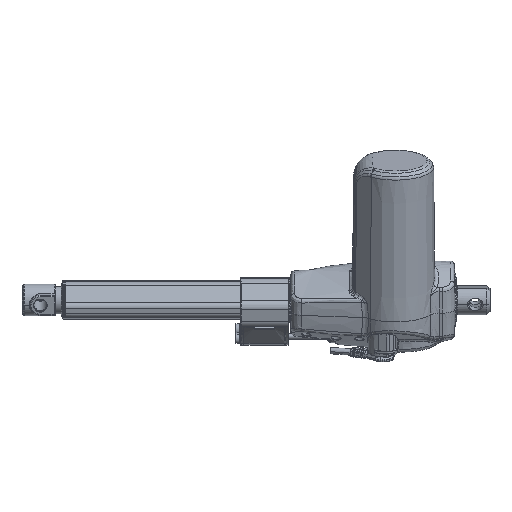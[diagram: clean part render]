
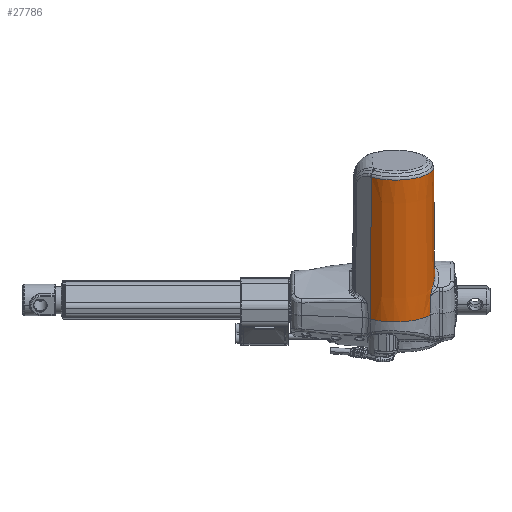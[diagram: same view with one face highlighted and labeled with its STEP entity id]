
A CAD part, front view. The second image highlights one B-rep face of the part: STEP entity #27786.
In plain terms, the highlighted conical face has half-angle 0.5 degrees and reference radius 37 mm.
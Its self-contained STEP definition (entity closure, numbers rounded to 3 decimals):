
#9880 = CARTESIAN_POINT ( 'NONE',  ( 132.912, -47.577, -14.183 ) ) ;
#9884 = CARTESIAN_POINT ( 'NONE',  ( 132.928, -48.498, -11.313 ) ) ;
#9887 = CARTESIAN_POINT ( 'NONE',  ( 132.95, -49.409, -8.439 ) ) ;
#9888 = CARTESIAN_POINT ( 'NONE',  ( 132.997, -51.221, -2.689 ) ) ;
#9889 = CARTESIAN_POINT ( 'NONE',  ( 133.022, -52.124, 0.187 ) ) ;
#9890 = CARTESIAN_POINT ( 'NONE',  ( 133.047, -53.025, 3.063 ) ) ;
#9908 = CARTESIAN_POINT ( 'NONE',  ( 133.224, -53.024, 4.141 ) ) ;
#9909 = CARTESIAN_POINT ( 'NONE',  ( 133.047, -53.025, 3.063 ) ) ;
#9917 = CARTESIAN_POINT ( 'NONE',  ( 100.184, -30.896, -8.307 ) ) ;
#9919 = CARTESIAN_POINT ( 'NONE',  ( 133.402, -53.007, 5.219 ) ) ;
#9920 = CARTESIAN_POINT ( 'NONE',  ( 133.783, -52.876, 7.367 ) ) ;
#9921 = CARTESIAN_POINT ( 'NONE',  ( 133.985, -52.762, 8.435 ) ) ;
#9922 = CARTESIAN_POINT ( 'NONE',  ( 134.317, -52.456, 9.999 ) ) ;
#9923 = CARTESIAN_POINT ( 'NONE',  ( 134.432, -52.331, 10.514 ) ) ;
#9924 = CARTESIAN_POINT ( 'NONE',  ( 134.613, -52.1, 11.277 ) ) ;
#9925 = CARTESIAN_POINT ( 'NONE',  ( 134.675, -52.016, 11.529 ) ) ;
#9926 = CARTESIAN_POINT ( 'NONE',  ( 134.801, -51.83, 12.029 ) ) ;
#9927 = CARTESIAN_POINT ( 'NONE',  ( 134.866, -51.729, 12.277 ) ) ;
#9928 = CARTESIAN_POINT ( 'NONE',  ( 135.06, -51.402, 13.003 ) ) ;
#9929 = CARTESIAN_POINT ( 'NONE',  ( 135.192, -51.152, 13.466 ) ) ;
#9930 = CARTESIAN_POINT ( 'NONE',  ( 135.458, -50.578, 14.345 ) ) ;
#9931 = CARTESIAN_POINT ( 'NONE',  ( 135.592, -50.253, 14.761 ) ) ;
#9932 = CARTESIAN_POINT ( 'NONE',  ( 135.726, -49.883, 15.148 ) ) ;
#9935 = DIRECTION ( 'NONE',  ( 0., 0.332, -0.943 ) ) ;
#9936 = DIRECTION ( 'NONE',  ( 1., 0., 0. ) ) ;
#9965 = CARTESIAN_POINT ( 'NONE',  ( 76.673, -65.485, 3.894 ) ) ;
#9966 = DIRECTION ( 'NONE',  ( 0.006, -0.326, 0.945 ) ) ;
#9969 = CARTESIAN_POINT ( 'NONE',  ( 135.726, -49.883, 15.148 ) ) ;
#9991 = CARTESIAN_POINT ( 'NONE',  ( 136.195, -48.583, 16.504 ) ) ;
#9994 = CARTESIAN_POINT ( 'NONE',  ( 136.538, -47.282, 17.87 ) ) ;
#9995 = CARTESIAN_POINT ( 'NONE',  ( 136.991, -44.677, 20.621 ) ) ;
#9996 = CARTESIAN_POINT ( 'NONE',  ( 137.099, -43.373, 22.006 ) ) ;
#9997 = CARTESIAN_POINT ( 'NONE',  ( 137.092, -42.066, 23.4 ) ) ;
#10594 = EDGE_CURVE ( 'NONE', #65551, #65601, #14850, .T. ) ;
#10813 = EDGE_CURVE ( 'NONE', #65642, #65641, #68188, .T. ) ;
#10825 = EDGE_CURVE ( 'NONE', #65641, #65646, #68200, .T. ) ;
#10828 = EDGE_CURVE ( 'NONE', #65642, #65645, #14976, .T. ) ;
#10831 = EDGE_CURVE ( 'NONE', #65645, #65601, #14975, .T. ) ;
#10838 = EDGE_CURVE ( 'NONE', #65646, #65552, #68233, .T. ) ;
#14141 = CARTESIAN_POINT ( 'NONE',  ( 136.152, -77.852, 124.984 ) ) ;
#14142 = CARTESIAN_POINT ( 'NONE',  ( 137.092, -42.066, 23.4 ) ) ;
#14191 = CARTESIAN_POINT ( 'NONE',  ( 77.329, -104.046, 115.756 ) ) ;
#14231 = CARTESIAN_POINT ( 'NONE',  ( 133.047, -53.025, 3.063 ) ) ;
#14232 = CARTESIAN_POINT ( 'NONE',  ( 132.912, -47.577, -14.183 ) ) ;
#14235 = CARTESIAN_POINT ( 'NONE',  ( 76.545, -57.989, -17.851 ) ) ;
#14236 = CARTESIAN_POINT ( 'NONE',  ( 135.726, -49.883, 15.148 ) ) ;
#14850 = CIRCLE ( 'NONE', #20195, 35.967 ) ;
#14975 = LINE ( 'NONE', #9965, #14978 ) ;
#14976 = CIRCLE ( 'NONE', #20374, 37.201 ) ;
#14978 = VECTOR ( 'NONE', #9966, 1000. ) ;
#16256 = EDGE_LOOP ( 'NONE', ( #28638, #28639, #28640, #28641, #28642, #28643, #28644 ) ) ;
#19204 = EDGE_CURVE ( 'NONE', #65551, #65552, #66914, .T. ) ;
#20005 = CARTESIAN_POINT ( 'NONE',  ( 100.184, -77.852, 124.984 ) ) ;
#20009 = DIRECTION ( 'NONE',  ( 0., 0.332, -0.943 ) ) ;
#20012 = DIRECTION ( 'NONE',  ( 1., 0., 0. ) ) ;
#20195 = AXIS2_PLACEMENT_3D ( 'NONE', #20005, #20009, #20012 ) ;
#20374 = AXIS2_PLACEMENT_3D ( 'NONE', #9917, #9935, #9936 ) ;
#27786 = ADVANCED_FACE ( 'NONE', ( #29880 ), #29881, .T. ) ;
#28638 = ORIENTED_EDGE ( 'NONE', *, *, #19204, .F. ) ;
#28639 = ORIENTED_EDGE ( 'NONE', *, *, #10594, .T. ) ;
#28640 = ORIENTED_EDGE ( 'NONE', *, *, #10831, .F. ) ;
#28641 = ORIENTED_EDGE ( 'NONE', *, *, #10828, .F. ) ;
#28642 = ORIENTED_EDGE ( 'NONE', *, *, #10813, .T. ) ;
#28643 = ORIENTED_EDGE ( 'NONE', *, *, #10825, .T. ) ;
#28644 = ORIENTED_EDGE ( 'NONE', *, *, #10838, .T. ) ;
#29880 = FACE_OUTER_BOUND ( 'NONE', #16256, .T. ) ;
#29881 = CONICAL_SURFACE ( 'NONE', #36776, 37., 0.009 ) ;
#36776 = AXIS2_PLACEMENT_3D ( 'NONE', #63949, #63740, #63742 ) ;
#39451 = CARTESIAN_POINT ( 'NONE',  ( 137.184, -38.539, 13.386 ) ) ;
#39452 = DIRECTION ( 'NONE',  ( 0.009, 0.332, -0.943 ) ) ;
#63740 = DIRECTION ( 'NONE',  ( 0., 0.332, -0.943 ) ) ;
#63742 = DIRECTION ( 'NONE',  ( 1., 0., 0. ) ) ;
#63949 = CARTESIAN_POINT ( 'NONE',  ( 100.184, -38.539, 13.386 ) ) ;
#65551 = VERTEX_POINT ( 'NONE', #14141 ) ;
#65552 = VERTEX_POINT ( 'NONE', #14142 ) ;
#65601 = VERTEX_POINT ( 'NONE', #14191 ) ;
#65641 = VERTEX_POINT ( 'NONE', #14231 ) ;
#65642 = VERTEX_POINT ( 'NONE', #14232 ) ;
#65645 = VERTEX_POINT ( 'NONE', #14235 ) ;
#65646 = VERTEX_POINT ( 'NONE', #14236 ) ;
#66901 = VECTOR ( 'NONE', #39452, 1000. ) ;
#66914 = LINE ( 'NONE', #39451, #66901 ) ;
#68188 = B_SPLINE_CURVE_WITH_KNOTS ( 'NONE', 3,
 ( #9880, #9884, #9887, #9888, #9889, #9890 ),
 .UNSPECIFIED., .F., .F.,
 ( 4, 2, 4 ),
 ( 0., 0.009, 0.018 ),
 .UNSPECIFIED. ) ;
#68200 = B_SPLINE_CURVE_WITH_KNOTS ( 'NONE', 3,
 ( #9909, #9908, #9919, #9920, #9921, #9922, #9923, #9924, #9925, #9926, #9927, #9928, #9929, #9930, #9931, #9932 ),
 .UNSPECIFIED., .F., .F.,
 ( 4, 2, 2, 2, 2, 2, 2, 4 ),
 ( 0., 0.003, 0.007, 0.008, 0.009, 0.01, 0.011, 0.013 ),
 .UNSPECIFIED. ) ;
#68233 = B_SPLINE_CURVE_WITH_KNOTS ( 'NONE', 3,
 ( #9969, #9991, #9994, #9995, #9996, #9997 ),
 .UNSPECIFIED., .F., .F.,
 ( 4, 2, 4 ),
 ( 0., 0.006, 0.011 ),
 .UNSPECIFIED. ) ;
